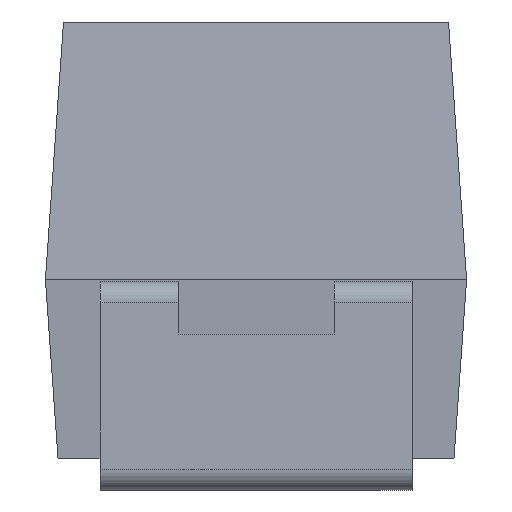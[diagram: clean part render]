
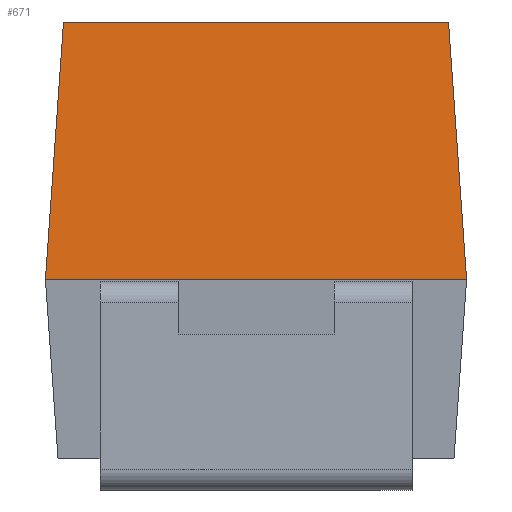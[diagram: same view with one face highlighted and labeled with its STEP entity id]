
A CAD part, left-side view. The second image highlights one B-rep face of the part: STEP entity #671.
In plain terms, the highlighted free-form (B-spline) face has degree [1, 1] with [2, 2] control points.
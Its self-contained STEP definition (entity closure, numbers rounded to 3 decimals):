
#54=DIRECTION('',(0.,-1.,0.));
#302=VECTOR('',#54,1.);
#363=VERTEX_POINT('',#364);
#364=CARTESIAN_POINT('',(-0.925,-0.675,0.675));
#394=VERTEX_POINT('',#395);
#395=CARTESIAN_POINT('',(-0.925,0.675,0.675));
#431=EDGE_CURVE('',#394,#363,#432,.T.);
#432=LINE('',#395,#302);
#619=VERTEX_POINT('',#620);
#620=CARTESIAN_POINT('',(-0.867,-0.617,1.5));
#623=EDGE_CURVE('',#363,#619,#624,.T.);
#624=B_SPLINE_CURVE_WITH_KNOTS('',1,(#364,#620),.UNSPECIFIED.,.F.,.F.,(2,2),(0.,1.),.PIECEWISE_BEZIER_KNOTS.);
#631=EDGE_CURVE('',#394,#632,#634,.T.);
#632=VERTEX_POINT('',#633);
#633=CARTESIAN_POINT('',(-0.867,0.617,1.5));
#634=B_SPLINE_CURVE_WITH_KNOTS('',1,(#395,#633),.UNSPECIFIED.,.F.,.F.,(2,2),(0.,1.),.PIECEWISE_BEZIER_KNOTS.);
#643=ORIENTED_EDGE('',*,*,#644,.F.);
#644=EDGE_CURVE('',#632,#619,#645,.T.);
#645=LINE('',#633,#302);
#671=ADVANCED_FACE('',(#672),#677,.T.);
#672=FACE_BOUND('',#673,.T.);
#673=EDGE_LOOP('',(#674,#675,#643,#676));
#674=ORIENTED_EDGE('',*,*,#431,.T.);
#675=ORIENTED_EDGE('',*,*,#623,.T.);
#676=ORIENTED_EDGE('',*,*,#631,.F.);
#677=B_SPLINE_SURFACE_WITH_KNOTS('',1,1,((#395,#633),(#364,#620)),.UNSPECIFIED.,.F.,.F.,.F.,(2,2),(2,2),(0.,1.35),(0.,1.),.PIECEWISE_BEZIER_KNOTS.);
